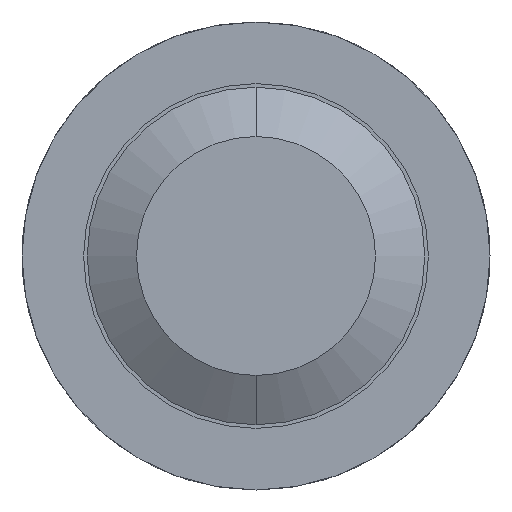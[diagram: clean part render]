
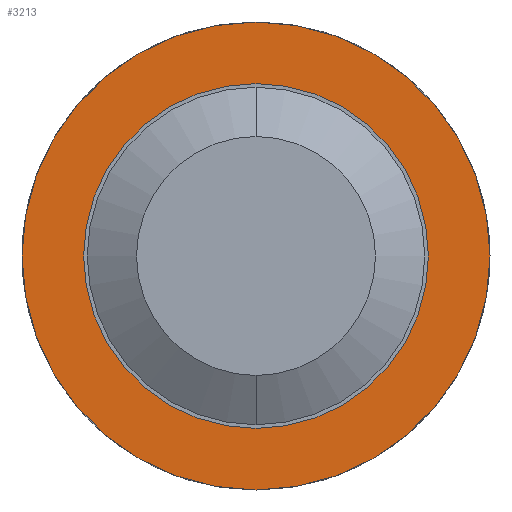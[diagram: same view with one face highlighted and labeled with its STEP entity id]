
A CAD part, front view. The second image highlights one B-rep face of the part: STEP entity #3213.
In plain terms, the highlighted planar face has unit normal (0, -1, 0).
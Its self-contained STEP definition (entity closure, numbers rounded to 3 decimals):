
#121 = CIRCLE ( 'NONE', #1101, 0.95 ) ;
#168 = CARTESIAN_POINT ( 'NONE',  ( 0., -2.5, 0. ) ) ;
#217 = AXIS2_PLACEMENT_3D ( 'NONE', #168, #3030, #2983 ) ;
#255 = EDGE_LOOP ( 'NONE', ( #878, #1426 ) ) ;
#274 = DIRECTION ( 'NONE',  ( 0., 0., 1. ) ) ;
#310 = DIRECTION ( 'NONE',  ( 0., 0., 1. ) ) ;
#449 = CIRCLE ( 'NONE', #2070, 0.685 ) ;
#818 = VERTEX_POINT ( 'NONE', #2979 ) ;
#873 = DIRECTION ( 'NONE',  ( 0., 1., 0. ) ) ;
#878 = ORIENTED_EDGE ( 'NONE', *, *, #1193, .T. ) ;
#896 = EDGE_CURVE ( 'Defeature ausgef�hrt3_14+Defeature ausgef�hrt3_15+Defeature ausgef�hrt3_15+Defeature ausgef�hrt3_15', #3073, #1996, #3023, .T. ) ;
#909 = CIRCLE ( 'NONE', #217, 0.685 ) ;
#955 = CARTESIAN_POINT ( 'NONE',  ( 0., -2.5, 0. ) ) ;
#969 = EDGE_CURVE ( 'Defeature ausgef�hrt3_14+Defeature ausgef�hrt3_15+Defeature ausgef�hrt3_15+Defeature ausgef�hrt3_15', #1996, #3073, #121, .T. ) ;
#1101 = AXIS2_PLACEMENT_3D ( 'NONE', #955, #3219, #3486 ) ;
#1193 = EDGE_CURVE ( 'Defeature ausgef�hrt3_15+Defeature ausgef�hrt3_9+Defeature ausgef�hrt3_9+Defeature ausgef�hrt3_9', #818, #2884, #909, .T. ) ;
#1229 = DIRECTION ( 'NONE',  ( 0., 1., 0. ) ) ;
#1426 = ORIENTED_EDGE ( 'NONE', *, *, #2669, .T. ) ;
#1488 = AXIS2_PLACEMENT_3D ( 'NONE', #2182, #3619, #1911 ) ;
#1718 = CARTESIAN_POINT ( 'NONE',  ( 0., -2.5, -0.95 ) ) ;
#1740 = EDGE_LOOP ( 'NONE', ( #2695, #2620 ) ) ;
#1911 = DIRECTION ( 'NONE',  ( 0., 0., 1. ) ) ;
#1996 = VERTEX_POINT ( 'NONE', #3133 ) ;
#2050 = CARTESIAN_POINT ( 'NONE',  ( 0., -2.5, 0. ) ) ;
#2070 = AXIS2_PLACEMENT_3D ( 'NONE', #2050, #1229, #310 ) ;
#2182 = CARTESIAN_POINT ( 'NONE',  ( 0.95, -2.5, 0. ) ) ;
#2372 = FACE_OUTER_BOUND ( 'NONE', #1740, .T. ) ;
#2620 = ORIENTED_EDGE ( 'NONE', *, *, #896, .F. ) ;
#2669 = EDGE_CURVE ( 'Defeature ausgef�hrt3_15+Defeature ausgef�hrt3_9+Defeature ausgef�hrt3_9+Defeature ausgef�hrt3_9', #2884, #818, #449, .T. ) ;
#2695 = ORIENTED_EDGE ( 'NONE', *, *, #969, .F. ) ;
#2884 = VERTEX_POINT ( 'NONE', #3476 ) ;
#2979 = CARTESIAN_POINT ( 'NONE',  ( 0., -2.5, 0.685 ) ) ;
#2983 = DIRECTION ( 'NONE',  ( 0., 0., 1. ) ) ;
#3023 = CIRCLE ( 'NONE', #3094, 0.95 ) ;
#3030 = DIRECTION ( 'NONE',  ( 0., 1., 0. ) ) ;
#3073 = VERTEX_POINT ( 'NONE', #1718 ) ;
#3094 = AXIS2_PLACEMENT_3D ( 'NONE', #3459, #873, #274 ) ;
#3133 = CARTESIAN_POINT ( 'NONE',  ( 0., -2.5, 0.95 ) ) ;
#3213 = ADVANCED_FACE ( 'Defeature ausgef�hrt3_15', ( #2372, #3479 ), #3269, .F. ) ;
#3219 = DIRECTION ( 'NONE',  ( 0., 1., 0. ) ) ;
#3269 = PLANE ( 'NONE',  #1488 ) ;
#3459 = CARTESIAN_POINT ( 'NONE',  ( 0., -2.5, 0. ) ) ;
#3476 = CARTESIAN_POINT ( 'NONE',  ( 0., -2.5, -0.685 ) ) ;
#3479 = FACE_BOUND ( 'NONE', #255, .T. ) ;
#3486 = DIRECTION ( 'NONE',  ( 0., 0., 1. ) ) ;
#3619 = DIRECTION ( 'NONE',  ( 0., 1., 0. ) ) ;
